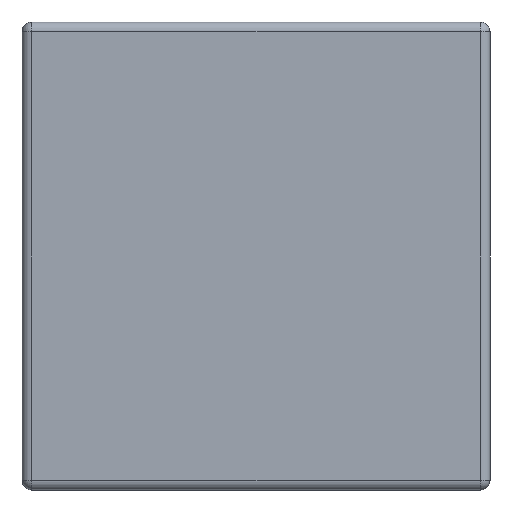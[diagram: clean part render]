
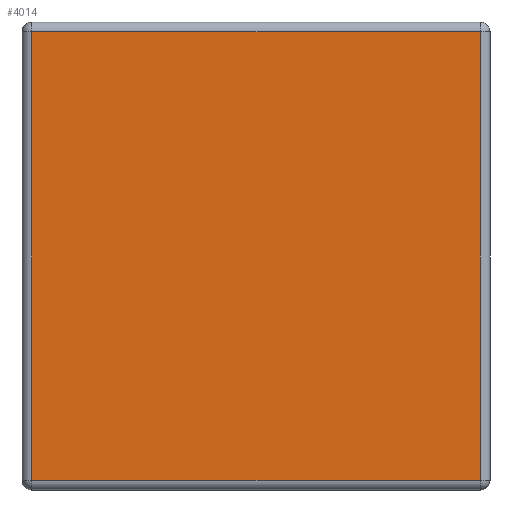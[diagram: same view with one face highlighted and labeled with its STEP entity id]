
A CAD part, left-side view. The second image highlights one B-rep face of the part: STEP entity #4014.
In plain terms, the highlighted planar face has unit normal (-1, 0, 0).
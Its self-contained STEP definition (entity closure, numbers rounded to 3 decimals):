
#6 = DIRECTION ( 'NONE',  ( 0., -1., 0. ) ) ;
#9 = VERTEX_POINT ( 'NONE', #4060 ) ;
#46 = LINE ( 'NONE', #1094, #55 ) ;
#55 = VECTOR ( 'NONE', #6, 1000. ) ;
#247 = PLANE ( 'NONE',  #2504 ) ;
#276 = ORIENTED_EDGE ( 'NONE', *, *, #2721, .T. ) ;
#415 = CARTESIAN_POINT ( 'NONE',  ( 0., 1.518, -1.518 ) ) ;
#521 = EDGE_CURVE ( 'NONE', #2012, #2063, #1277, .T. ) ;
#591 = FACE_OUTER_BOUND ( 'NONE', #988, .T. ) ;
#679 = CARTESIAN_POINT ( 'NONE',  ( 0., 1.55, -0.032 ) ) ;
#735 = CARTESIAN_POINT ( 'NONE',  ( 0., 0.032, -0.032 ) ) ;
#820 = ORIENTED_EDGE ( 'NONE', *, *, #521, .T. ) ;
#930 = DIRECTION ( 'NONE',  ( 0., 1., 0. ) ) ;
#952 = VECTOR ( 'NONE', #2951, 1000. ) ;
#988 = EDGE_LOOP ( 'NONE', ( #3028, #1574, #820, #276 ) ) ;
#1094 = CARTESIAN_POINT ( 'NONE',  ( 0., 0., -1.518 ) ) ;
#1122 = CARTESIAN_POINT ( 'NONE',  ( 0., 1.518, -1.55 ) ) ;
#1277 = LINE ( 'NONE', #679, #3562 ) ;
#1281 = EDGE_CURVE ( 'NONE', #2985, #9, #46, .T. ) ;
#1301 = EDGE_CURVE ( 'NONE', #9, #2012, #1865, .T. ) ;
#1574 = ORIENTED_EDGE ( 'NONE', *, *, #1301, .T. ) ;
#1852 = CARTESIAN_POINT ( 'NONE',  ( 0., 1.518, -0.032 ) ) ;
#1865 = LINE ( 'NONE', #3321, #952 ) ;
#2012 = VERTEX_POINT ( 'NONE', #735 ) ;
#2063 = VERTEX_POINT ( 'NONE', #1852 ) ;
#2426 = DIRECTION ( 'NONE',  ( -1., 0., 0. ) ) ;
#2504 = AXIS2_PLACEMENT_3D ( 'NONE', #4653, #2426, #3602 ) ;
#2721 = EDGE_CURVE ( 'NONE', #2063, #2985, #2979, .T. ) ;
#2951 = DIRECTION ( 'NONE',  ( 0., 0., 1. ) ) ;
#2979 = LINE ( 'NONE', #1122, #3548 ) ;
#2985 = VERTEX_POINT ( 'NONE', #415 ) ;
#3028 = ORIENTED_EDGE ( 'NONE', *, *, #1281, .T. ) ;
#3321 = CARTESIAN_POINT ( 'NONE',  ( 0., 0.032, 0. ) ) ;
#3381 = DIRECTION ( 'NONE',  ( 0., 0., -1. ) ) ;
#3548 = VECTOR ( 'NONE', #3381, 1000. ) ;
#3562 = VECTOR ( 'NONE', #930, 1000. ) ;
#3602 = DIRECTION ( 'NONE',  ( 0., 0., 1. ) ) ;
#4014 = ADVANCED_FACE ( 'NONE', ( #591 ), #247, .T. ) ;
#4060 = CARTESIAN_POINT ( 'NONE',  ( 0., 0.032, -1.518 ) ) ;
#4653 = CARTESIAN_POINT ( 'NONE',  ( 0., 0., 0. ) ) ;
